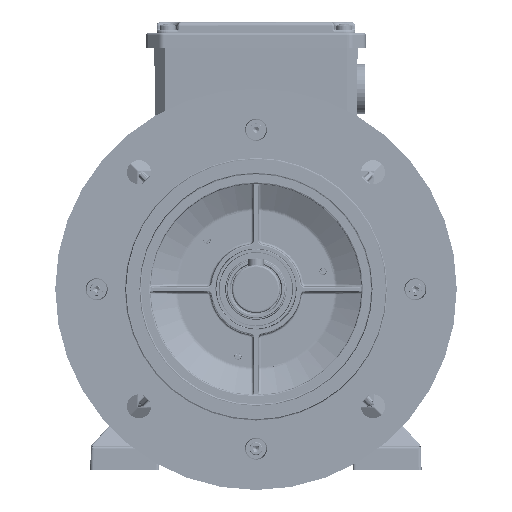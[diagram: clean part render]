
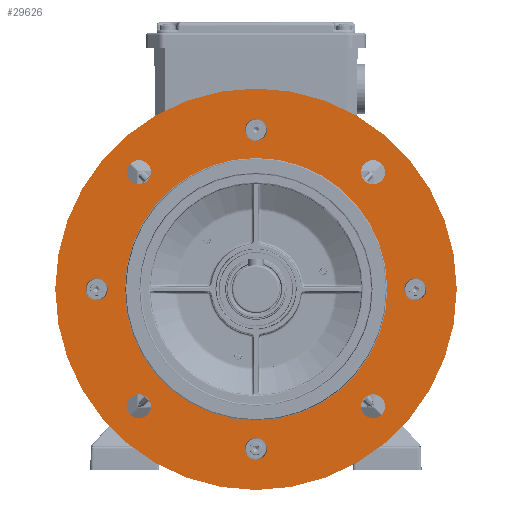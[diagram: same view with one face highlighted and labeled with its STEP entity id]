
A CAD part, left-side view. The second image highlights one B-rep face of the part: STEP entity #29626.
In plain terms, the highlighted planar face has unit normal (-1, 0, 0).
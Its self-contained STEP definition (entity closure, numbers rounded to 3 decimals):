
#28961=FACE_BOUND('',#43646,.T.);
#28962=FACE_BOUND('',#43647,.T.);
#28963=FACE_BOUND('',#43648,.T.);
#28964=FACE_BOUND('',#43649,.T.);
#28965=FACE_BOUND('',#43650,.T.);
#28966=FACE_BOUND('',#43651,.T.);
#28967=FACE_BOUND('',#43652,.T.);
#28968=FACE_BOUND('',#43653,.T.);
#28969=FACE_BOUND('',#43654,.T.);
#28970=FACE_BOUND('',#43655,.T.);
#29626=ADVANCED_FACE('',(#28961,#28962,#28963,#28964,#28965,#28966,#28967,
#28968,#28969,#28970),#35908,.F.);
#35908=PLANE('',#117466);
#43646=EDGE_LOOP('',(#50790));
#43647=EDGE_LOOP('',(#50791));
#43648=EDGE_LOOP('',(#50792));
#43649=EDGE_LOOP('',(#50793));
#43650=EDGE_LOOP('',(#50794));
#43651=EDGE_LOOP('',(#50795));
#43652=EDGE_LOOP('',(#50796));
#43653=EDGE_LOOP('',(#50797));
#43654=EDGE_LOOP('',(#50798));
#43655=EDGE_LOOP('',(#50799));
#50790=ORIENTED_EDGE('',*,*,#94821,.F.);
#50791=ORIENTED_EDGE('',*,*,#94822,.F.);
#50792=ORIENTED_EDGE('',*,*,#94823,.T.);
#50793=ORIENTED_EDGE('',*,*,#94824,.T.);
#50794=ORIENTED_EDGE('',*,*,#94825,.T.);
#50795=ORIENTED_EDGE('',*,*,#94826,.T.);
#50796=ORIENTED_EDGE('',*,*,#94827,.T.);
#50797=ORIENTED_EDGE('',*,*,#94828,.F.);
#50798=ORIENTED_EDGE('',*,*,#94829,.F.);
#50799=ORIENTED_EDGE('',*,*,#94819,.T.);
#82056=VERTEX_POINT('',#153292);
#82058=VERTEX_POINT('',#153299);
#82059=VERTEX_POINT('',#153301);
#82060=VERTEX_POINT('',#153303);
#82061=VERTEX_POINT('',#153305);
#82062=VERTEX_POINT('',#153307);
#82063=VERTEX_POINT('',#153309);
#82064=VERTEX_POINT('',#153311);
#82065=VERTEX_POINT('',#153313);
#82066=VERTEX_POINT('',#153315);
#94819=EDGE_CURVE('',#82056,#82056,#114257,.T.);
#94821=EDGE_CURVE('',#82058,#82058,#114259,.T.);
#94822=EDGE_CURVE('',#82059,#82059,#114260,.T.);
#94823=EDGE_CURVE('',#82060,#82060,#114261,.T.);
#94824=EDGE_CURVE('',#82061,#82061,#114262,.T.);
#94825=EDGE_CURVE('',#82062,#82062,#114263,.T.);
#94826=EDGE_CURVE('',#82063,#82063,#114264,.T.);
#94827=EDGE_CURVE('',#82064,#82064,#114265,.T.);
#94828=EDGE_CURVE('',#82065,#82065,#114266,.T.);
#94829=EDGE_CURVE('',#82066,#82066,#114267,.T.);
#114257=CIRCLE('',#117452,65.4);
#114259=CIRCLE('',#117457,6.);
#114260=CIRCLE('',#117458,6.);
#114261=CIRCLE('',#117459,99.999);
#114262=CIRCLE('',#117460,5.5);
#114263=CIRCLE('',#117461,5.5);
#114264=CIRCLE('',#117462,5.5);
#114265=CIRCLE('',#117463,5.5);
#114266=CIRCLE('',#117464,6.);
#114267=CIRCLE('',#117465,6.);
#117452=AXIS2_PLACEMENT_3D('',#153291,#127267,#127268);
#117457=AXIS2_PLACEMENT_3D('',#153298,#127277,#127278);
#117458=AXIS2_PLACEMENT_3D('',#153300,#127279,#127280);
#117459=AXIS2_PLACEMENT_3D('',#153302,#127281,#127282);
#117460=AXIS2_PLACEMENT_3D('',#153304,#127283,#127284);
#117461=AXIS2_PLACEMENT_3D('',#153306,#127285,#127286);
#117462=AXIS2_PLACEMENT_3D('',#153308,#127287,#127288);
#117463=AXIS2_PLACEMENT_3D('',#153310,#127289,#127290);
#117464=AXIS2_PLACEMENT_3D('',#153312,#127291,#127292);
#117465=AXIS2_PLACEMENT_3D('',#153314,#127293,#127294);
#117466=AXIS2_PLACEMENT_3D('',#153316,#127295,#127296);
#127267=DIRECTION('',(1.,0.,0.));
#127268=DIRECTION('',(0.,0.,-1.));
#127277=DIRECTION('',(-1.,0.,0.));
#127278=DIRECTION('',(0.,0.,-1.));
#127279=DIRECTION('',(-1.,0.,0.));
#127280=DIRECTION('',(0.,0.,-1.));
#127281=DIRECTION('',(-1.,0.,0.));
#127282=DIRECTION('',(0.,0.,-1.));
#127283=DIRECTION('',(1.,0.,0.));
#127284=DIRECTION('',(0.,0.,-1.));
#127285=DIRECTION('',(1.,0.,0.));
#127286=DIRECTION('',(0.,0.,-1.));
#127287=DIRECTION('',(1.,0.,0.));
#127288=DIRECTION('',(0.,0.,-1.));
#127289=DIRECTION('',(1.,0.,0.));
#127290=DIRECTION('',(0.,0.,-1.));
#127291=DIRECTION('',(-1.,0.,0.));
#127292=DIRECTION('',(0.,0.,-1.));
#127293=DIRECTION('',(-1.,0.,0.));
#127294=DIRECTION('',(0.,0.,-1.));
#127295=DIRECTION('',(1.,0.,0.));
#127296=DIRECTION('',(0.,0.,-1.));
#153291=CARTESIAN_POINT('',(-27.,-0.031,-0.082));
#153292=CARTESIAN_POINT('',(-27.,-0.031,-65.482));
#153298=CARTESIAN_POINT('',(-27.,-58.337,58.229));
#153299=CARTESIAN_POINT('',(-27.,-58.337,52.229));
#153300=CARTESIAN_POINT('',(-27.,58.275,-58.393));
#153301=CARTESIAN_POINT('',(-27.,58.275,-64.393));
#153302=CARTESIAN_POINT('',(-27.,-0.031,-0.082));
#153303=CARTESIAN_POINT('',(-27.,-0.031,-100.081));
#153304=CARTESIAN_POINT('',(-27.,-0.032,79.308));
#153305=CARTESIAN_POINT('',(-27.,-0.032,73.808));
#153306=CARTESIAN_POINT('',(-27.,-0.031,-79.472));
#153307=CARTESIAN_POINT('',(-27.,-0.031,-84.972));
#153308=CARTESIAN_POINT('',(-27.,-79.422,-0.082));
#153309=CARTESIAN_POINT('',(-27.,-79.422,-5.582));
#153310=CARTESIAN_POINT('',(-27.,79.359,-0.082));
#153311=CARTESIAN_POINT('',(-27.,79.359,-5.582));
#153312=CARTESIAN_POINT('',(-27.,58.28,58.224));
#153313=CARTESIAN_POINT('',(-27.,58.28,52.224));
#153314=CARTESIAN_POINT('',(-27.,-58.342,-58.388));
#153315=CARTESIAN_POINT('',(-27.,-58.342,-64.388));
#153316=CARTESIAN_POINT('',(-27.,-0.031,-0.082));
